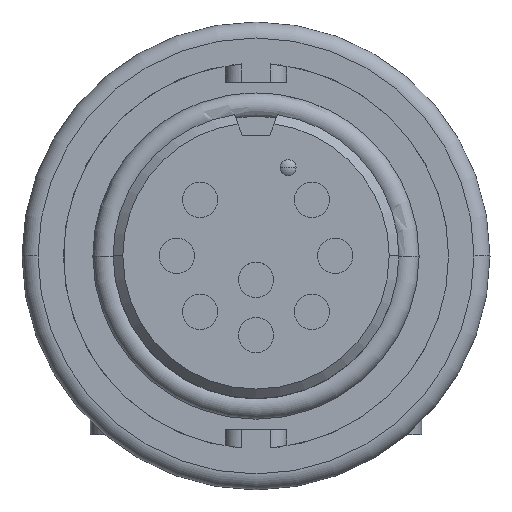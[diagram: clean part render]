
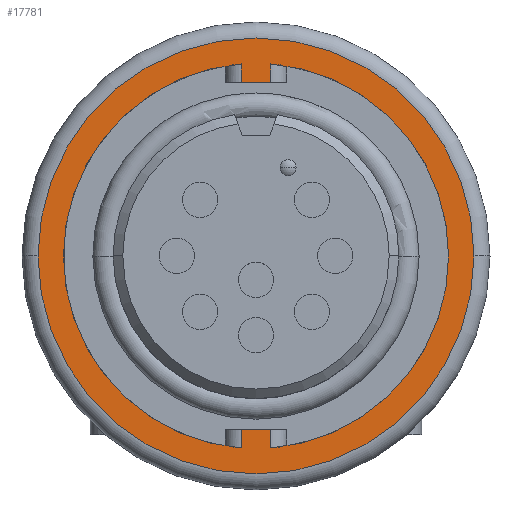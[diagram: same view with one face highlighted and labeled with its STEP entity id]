
A CAD part, top view. The second image highlights one B-rep face of the part: STEP entity #17781.
In plain terms, the highlighted planar face has unit normal (0, 0, 1).
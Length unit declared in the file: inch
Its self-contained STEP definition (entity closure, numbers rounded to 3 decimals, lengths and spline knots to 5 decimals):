
#44 = ORIENTED_EDGE ( 'NONE', *, *, #5015, .F. ) ;
#46 = CIRCLE ( 'NONE', #12577, 0.36 ) ;
#411 = DIRECTION ( 'NONE',  ( 1., 0., 0. ) ) ;
#779 = DIRECTION ( 'NONE',  ( 0., 1., 0. ) ) ;
#970 = CARTESIAN_POINT ( 'NONE',  ( 0.0275, -0.375, -0.12776 ) ) ;
#1158 = DIRECTION ( 'NONE',  ( 0., 0., 1. ) ) ;
#1486 = VECTOR ( 'NONE', #2799, 39.37008 ) ;
#1597 = LINE ( 'NONE', #16471, #17383 ) ;
#1823 = AXIS2_PLACEMENT_3D ( 'NONE', #2357, #12472, #3832 ) ;
#1928 = CIRCLE ( 'NONE', #15584, 0.4075 ) ;
#2054 = VECTOR ( 'NONE', #3949, 39.37008 ) ;
#2101 = CARTESIAN_POINT ( 'NONE',  ( 0., 0., -0.12776 ) ) ;
#2357 = CARTESIAN_POINT ( 'NONE',  ( 0., 0., -0.12776 ) ) ;
#2366 = EDGE_LOOP ( 'NONE', ( #17076, #7565 ) ) ;
#2453 = EDGE_CURVE ( 'NONE', #11670, #15887, #9790, .T. ) ;
#2712 = CARTESIAN_POINT ( 'NONE',  ( 0.4075, 0., -0.12776 ) ) ;
#2799 = DIRECTION ( 'NONE',  ( 0., -1., 0. ) ) ;
#2884 = VERTEX_POINT ( 'NONE', #3766 ) ;
#2885 = CARTESIAN_POINT ( 'NONE',  ( -0.0275, -0.35895, -0.12776 ) ) ;
#2945 = VERTEX_POINT ( 'NONE', #8475 ) ;
#2986 = ORIENTED_EDGE ( 'NONE', *, *, #2453, .T. ) ;
#3147 = FACE_BOUND ( 'NONE', #9438, .T. ) ;
#3326 = ORIENTED_EDGE ( 'NONE', *, *, #4016, .T. ) ;
#3372 = DIRECTION ( 'NONE',  ( 0., 0., 1. ) ) ;
#3763 = DIRECTION ( 'NONE',  ( 1., 0., 0. ) ) ;
#3766 = CARTESIAN_POINT ( 'NONE',  ( -0.0275, -0.325, -0.12776 ) ) ;
#3832 = DIRECTION ( 'NONE',  ( 1., 0., 0. ) ) ;
#3949 = DIRECTION ( 'NONE',  ( 0., 1., 0. ) ) ;
#3976 = VERTEX_POINT ( 'NONE', #8174 ) ;
#4016 = EDGE_CURVE ( 'NONE', #2945, #2884, #5354, .T. ) ;
#4140 = CARTESIAN_POINT ( 'NONE',  ( 0.0275, 0.375, -0.12776 ) ) ;
#5015 = EDGE_CURVE ( 'NONE', #11010, #14047, #5334, .T. ) ;
#5020 = EDGE_CURVE ( 'NONE', #11881, #18697, #1928, .T. ) ;
#5040 = VECTOR ( 'NONE', #779, 39.37008 ) ;
#5334 = LINE ( 'NONE', #4140, #1486 ) ;
#5354 = LINE ( 'NONE', #6965, #13027 ) ;
#5395 = CARTESIAN_POINT ( 'NONE',  ( -0.0275, -0.375, -0.12776 ) ) ;
#5908 = LINE ( 'NONE', #970, #2054 ) ;
#5958 = VECTOR ( 'NONE', #8889, 39.37008 ) ;
#6028 = CARTESIAN_POINT ( 'NONE',  ( -0.0275, 0.325, -0.12776 ) ) ;
#6096 = VERTEX_POINT ( 'NONE', #2885 ) ;
#6693 = ORIENTED_EDGE ( 'NONE', *, *, #16103, .F. ) ;
#6965 = CARTESIAN_POINT ( 'NONE',  ( 0.0275, -0.325, -0.12776 ) ) ;
#7107 = ORIENTED_EDGE ( 'NONE', *, *, #15145, .T. ) ;
#7163 = DIRECTION ( 'NONE',  ( 0., 0., 1. ) ) ;
#7565 = ORIENTED_EDGE ( 'NONE', *, *, #12660, .T. ) ;
#7846 = DIRECTION ( 'NONE',  ( 1., 0., 0. ) ) ;
#8174 = CARTESIAN_POINT ( 'NONE',  ( 0.36, 0., -0.12776 ) ) ;
#8422 = CIRCLE ( 'NONE', #13282, 0.4075 ) ;
#8475 = CARTESIAN_POINT ( 'NONE',  ( 0.0275, -0.325, -0.12776 ) ) ;
#8519 = AXIS2_PLACEMENT_3D ( 'NONE', #2101, #12412, #3763 ) ;
#8889 = DIRECTION ( 'NONE',  ( 0., -1., 0. ) ) ;
#9065 = DIRECTION ( 'NONE',  ( 0., 0., 1. ) ) ;
#9438 = EDGE_LOOP ( 'NONE', ( #6693, #14849, #3326, #10813, #17575, #2986, #7107, #44, #10926 ) ) ;
#9790 = LINE ( 'NONE', #16009, #5958 ) ;
#9794 = CARTESIAN_POINT ( 'NONE',  ( 0., 0., -0.12776 ) ) ;
#9812 = CARTESIAN_POINT ( 'NONE',  ( 0.0275, 0.35895, -0.12776 ) ) ;
#10171 = CARTESIAN_POINT ( 'NONE',  ( 0.0275, -0.35895, -0.12776 ) ) ;
#10813 = ORIENTED_EDGE ( 'NONE', *, *, #12612, .F. ) ;
#10921 = PLANE ( 'NONE',  #8519 ) ;
#10926 = ORIENTED_EDGE ( 'NONE', *, *, #15948, .F. ) ;
#11010 = VERTEX_POINT ( 'NONE', #9812 ) ;
#11254 = DIRECTION ( 'NONE',  ( 1., 0., 0. ) ) ;
#11300 = CIRCLE ( 'NONE', #11882, 0.36 ) ;
#11461 = VERTEX_POINT ( 'NONE', #10171 ) ;
#11670 = VERTEX_POINT ( 'NONE', #18025 ) ;
#11881 = VERTEX_POINT ( 'NONE', #2712 ) ;
#11882 = AXIS2_PLACEMENT_3D ( 'NONE', #17671, #9065, #411 ) ;
#12011 = CARTESIAN_POINT ( 'NONE',  ( 0., 0., -0.12776 ) ) ;
#12412 = DIRECTION ( 'NONE',  ( 0., 0., 1. ) ) ;
#12472 = DIRECTION ( 'NONE',  ( 0., 0., 1. ) ) ;
#12577 = AXIS2_PLACEMENT_3D ( 'NONE', #12011, #3372, #13449 ) ;
#12612 = EDGE_CURVE ( 'NONE', #6096, #2884, #16077, .T. ) ;
#12660 = EDGE_CURVE ( 'NONE', #18697, #11881, #8422, .T. ) ;
#13027 = VECTOR ( 'NONE', #17039, 39.37008 ) ;
#13134 = EDGE_CURVE ( 'NONE', #11670, #6096, #46, .T. ) ;
#13282 = AXIS2_PLACEMENT_3D ( 'NONE', #9794, #1158, #11254 ) ;
#13449 = DIRECTION ( 'NONE',  ( 1., 0., 0. ) ) ;
#13780 = CIRCLE ( 'NONE', #1823, 0.36 ) ;
#14047 = VERTEX_POINT ( 'NONE', #15227 ) ;
#14155 = EDGE_CURVE ( 'NONE', #11461, #2945, #5908, .T. ) ;
#14201 = FACE_OUTER_BOUND ( 'NONE', #2366, .T. ) ;
#14849 = ORIENTED_EDGE ( 'NONE', *, *, #14155, .T. ) ;
#15145 = EDGE_CURVE ( 'NONE', #15887, #14047, #1597, .T. ) ;
#15227 = CARTESIAN_POINT ( 'NONE',  ( 0.0275, 0.325, -0.12776 ) ) ;
#15376 = CARTESIAN_POINT ( 'NONE',  ( -0.4075, 0., -0.12776 ) ) ;
#15584 = AXIS2_PLACEMENT_3D ( 'NONE', #15779, #7163, #17225 ) ;
#15779 = CARTESIAN_POINT ( 'NONE',  ( 0., 0., -0.12776 ) ) ;
#15887 = VERTEX_POINT ( 'NONE', #6028 ) ;
#15948 = EDGE_CURVE ( 'NONE', #3976, #11010, #11300, .T. ) ;
#16009 = CARTESIAN_POINT ( 'NONE',  ( -0.0275, 0.375, -0.12776 ) ) ;
#16077 = LINE ( 'NONE', #5395, #5040 ) ;
#16103 = EDGE_CURVE ( 'NONE', #11461, #3976, #13780, .T. ) ;
#16471 = CARTESIAN_POINT ( 'NONE',  ( -0.0275, 0.325, -0.12776 ) ) ;
#17039 = DIRECTION ( 'NONE',  ( -1., 0., 0. ) ) ;
#17076 = ORIENTED_EDGE ( 'NONE', *, *, #5020, .T. ) ;
#17225 = DIRECTION ( 'NONE',  ( 1., 0., 0. ) ) ;
#17383 = VECTOR ( 'NONE', #7846, 39.37008 ) ;
#17575 = ORIENTED_EDGE ( 'NONE', *, *, #13134, .F. ) ;
#17671 = CARTESIAN_POINT ( 'NONE',  ( 0., 0., -0.12776 ) ) ;
#17781 = ADVANCED_FACE ( 'NONE', ( #3147, #14201 ), #10921, .T. ) ;
#18025 = CARTESIAN_POINT ( 'NONE',  ( -0.0275, 0.35895, -0.12776 ) ) ;
#18697 = VERTEX_POINT ( 'NONE', #15376 ) ;
